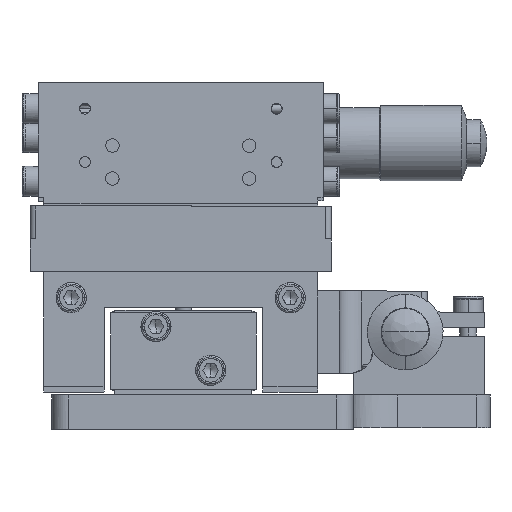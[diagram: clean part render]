
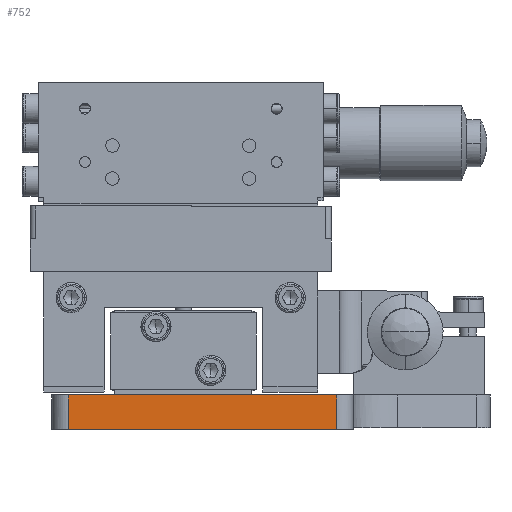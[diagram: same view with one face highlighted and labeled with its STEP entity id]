
A CAD part, front view. The second image highlights one B-rep face of the part: STEP entity #752.
In plain terms, the highlighted free-form (B-spline) face has degree [1, 1] with [2, 2] control points.
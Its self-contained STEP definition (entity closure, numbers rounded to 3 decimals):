
#752=ADVANCED_FACE('',(#2369),#49283,.T.);
#2369=FACE_OUTER_BOUND('',#3782,.T.);
#3782=EDGE_LOOP('',(#5770,#5771,#5772,#5773));
#5770=ORIENTED_EDGE('',*,*,#34359,.F.);
#5771=ORIENTED_EDGE('',*,*,#34346,.F.);
#5772=ORIENTED_EDGE('',*,*,#34361,.T.);
#5773=ORIENTED_EDGE('',*,*,#34229,.F.);
#15895=PCURVE('',#49275,#23219);
#16025=PCURVE('',#49282,#23349);
#16039=PCURVE('',#48482,#23363);
#16043=PCURVE('',#49283,#23367);
#16044=PCURVE('',#49283,#23368);
#16045=PCURVE('',#49283,#23369);
#16046=PCURVE('',#49283,#23370);
#16061=PCURVE('',#48485,#23385);
#23219=DEFINITIONAL_REPRESENTATION('',(#38117),#106620);
#23349=DEFINITIONAL_REPRESENTATION('',(#38264),#106620);
#23363=DEFINITIONAL_REPRESENTATION('',(#38279),#106620);
#23367=DEFINITIONAL_REPRESENTATION('',(#38284),#106620);
#23368=DEFINITIONAL_REPRESENTATION('',(#38285),#106620);
#23369=DEFINITIONAL_REPRESENTATION('',(#38287),#106620);
#23370=DEFINITIONAL_REPRESENTATION('',(#38288),#106620);
#23385=DEFINITIONAL_REPRESENTATION('',(#38308),#106620);
#30459=SURFACE_CURVE('',#38116,(#15895,#16046),.PCURVE_S1.);
#30576=SURFACE_CURVE('',#38263,(#16025,#16044),.PCURVE_S1.);
#30589=SURFACE_CURVE('',#38278,(#16039,#16043),.PCURVE_S1.);
#30591=SURFACE_CURVE('',#38286,(#16045,#16061),.PCURVE_S1.);
#34229=EDGE_CURVE('',#46097,#46098,#30459,.T.);
#34346=EDGE_CURVE('',#46204,#46205,#30576,.T.);
#34359=EDGE_CURVE('',#46205,#46097,#30589,.T.);
#34361=EDGE_CURVE('',#46204,#46098,#30591,.T.);
#38116=B_SPLINE_CURVE_WITH_KNOTS('',1,(#55568,#55569),.UNSPECIFIED.,.F.,
 .F.,(2,2),(-49.,0.),.UNSPECIFIED.);
#38117=B_SPLINE_CURVE_WITH_KNOTS('',1,(#55570,#55571),.UNSPECIFIED.,.F.,
 .F.,(2,2),(-49.,0.),.UNSPECIFIED.);
#38263=B_SPLINE_CURVE_WITH_KNOTS('',1,(#56274,#56275),.UNSPECIFIED.,.F.,
 .F.,(2,2),(-49.,0.),.UNSPECIFIED.);
#38264=B_SPLINE_CURVE_WITH_KNOTS('',1,(#56276,#56277),.UNSPECIFIED.,.F.,
 .F.,(2,2),(-49.,0.),.UNSPECIFIED.);
#38278=B_SPLINE_CURVE_WITH_KNOTS('',1,(#56340,#56341),.UNSPECIFIED.,.F.,
 .F.,(2,2),(-6.3,0.),.UNSPECIFIED.);
#38279=B_SPLINE_CURVE_WITH_KNOTS('',1,(#56342,#56343),.UNSPECIFIED.,.F.,
 .F.,(2,2),(-6.3,0.),.UNSPECIFIED.);
#38284=B_SPLINE_CURVE_WITH_KNOTS('',1,(#56352,#56353),.UNSPECIFIED.,.F.,
 .F.,(2,2),(-6.3,0.),.UNSPECIFIED.);
#38285=B_SPLINE_CURVE_WITH_KNOTS('',1,(#56354,#56355),.UNSPECIFIED.,.F.,
 .F.,(2,2),(-49.,0.),.UNSPECIFIED.);
#38286=B_SPLINE_CURVE_WITH_KNOTS('',1,(#56356,#56357),.UNSPECIFIED.,.F.,
 .F.,(2,2),(-6.3,0.),.UNSPECIFIED.);
#38287=B_SPLINE_CURVE_WITH_KNOTS('',1,(#56358,#56359),.UNSPECIFIED.,.F.,
 .F.,(2,2),(-6.3,0.),.UNSPECIFIED.);
#38288=B_SPLINE_CURVE_WITH_KNOTS('',1,(#56360,#56361),.UNSPECIFIED.,.F.,
 .F.,(2,2),(-49.,0.),.UNSPECIFIED.);
#38308=B_SPLINE_CURVE_WITH_KNOTS('',1,(#56400,#56401),.UNSPECIFIED.,.F.,
 .F.,(2,2),(-6.3,0.),.UNSPECIFIED.);
#46097=VERTEX_POINT('',#53573);
#46098=VERTEX_POINT('',#53574);
#46204=VERTEX_POINT('',#53680);
#46205=VERTEX_POINT('',#53681);
#48482=(
BOUNDED_SURFACE()
B_SPLINE_SURFACE(2,1,((#50589,#50590),(#50591,#50592),(#50593,#50594),(#50595,
#50596),(#50597,#50598),(#50599,#50600),(#50601,#50602),(#50603,#50604),
(#50605,#50606)),.UNSPECIFIED.,.T.,.F.,.F.)
B_SPLINE_SURFACE_WITH_KNOTS((3,2,2,2,3),(2,2),(0.,1.571,3.142,
4.712,6.283),(0.,7.8),.UNSPECIFIED.)
GEOMETRIC_REPRESENTATION_ITEM()
RATIONAL_B_SPLINE_SURFACE(((1.,1.),(0.707,0.707),
(1.,1.),(0.707,0.707),(1.,1.),(0.707,
0.707),(1.,1.),(0.707,0.707),(1.,1.)))
REPRESENTATION_ITEM('')
SURFACE()
);
#48485=(
BOUNDED_SURFACE()
B_SPLINE_SURFACE(2,1,((#50651,#50652),(#50653,#50654),(#50655,#50656),(#50657,
#50658),(#50659,#50660),(#50661,#50662),(#50663,#50664),(#50665,#50666),
(#50667,#50668)),.UNSPECIFIED.,.T.,.F.,.F.)
B_SPLINE_SURFACE_WITH_KNOTS((3,2,2,2,3),(2,2),(0.,1.571,3.142,
4.712,6.283),(0.,7.8),.UNSPECIFIED.)
GEOMETRIC_REPRESENTATION_ITEM()
RATIONAL_B_SPLINE_SURFACE(((1.,1.),(0.707,0.707),
(1.,1.),(0.707,0.707),(1.,1.),(0.707,
0.707),(1.,1.),(0.707,0.707),(1.,1.)))
REPRESENTATION_ITEM('')
SURFACE()
);
#49275=B_SPLINE_SURFACE_WITH_KNOTS('',1,1,((#50521,#50522),(#50523,#50524)),
 .UNSPECIFIED.,.F.,.F.,.F.,(2,2),(2,2),(-35.62,60.62),
(-54.12,54.12),.UNSPECIFIED.);
#49282=B_SPLINE_SURFACE_WITH_KNOTS('',1,1,((#50585,#50586),(#50587,#50588)),
 .UNSPECIFIED.,.F.,.F.,.F.,(2,2),(2,2),(-8.058,7.782),
(-33.12,33.12),.UNSPECIFIED.);
#49283=B_SPLINE_SURFACE_WITH_KNOTS('',1,1,((#50607,#50608),(#50609,#50610)),
 .UNSPECIFIED.,.F.,.F.,.F.,(2,2),(2,2),(-0.75,7.05),(-2.02,
57.02),.UNSPECIFIED.);
#50521=CARTESIAN_POINT('',(-52.285,-6.,-115.667));
#50522=CARTESIAN_POINT('',(-52.285,-6.,-7.427));
#50523=CARTESIAN_POINT('',(43.955,-6.,-115.667));
#50524=CARTESIAN_POINT('',(43.955,-6.,-7.427));
#50585=CARTESIAN_POINT('',(-49.785,0.3,-107.967));
#50586=CARTESIAN_POINT('',(16.455,0.3,-107.967));
#50587=CARTESIAN_POINT('',(-49.785,0.3,-92.127));
#50588=CARTESIAN_POINT('',(16.455,0.3,-92.127));
#50589=CARTESIAN_POINT('',(-41.165,-6.75,-100.547));
#50590=CARTESIAN_POINT('',(-41.165,1.05,-100.547));
#50591=CARTESIAN_POINT('',(-38.165,-6.75,-100.547));
#50592=CARTESIAN_POINT('',(-38.165,1.05,-100.547));
#50593=CARTESIAN_POINT('',(-38.165,-6.75,-103.547));
#50594=CARTESIAN_POINT('',(-38.165,1.05,-103.547));
#50595=CARTESIAN_POINT('',(-38.165,-6.75,-106.547));
#50596=CARTESIAN_POINT('',(-38.165,1.05,-106.547));
#50597=CARTESIAN_POINT('',(-41.165,-6.75,-106.547));
#50598=CARTESIAN_POINT('',(-41.165,1.05,-106.547));
#50599=CARTESIAN_POINT('',(-44.165,-6.75,-106.547));
#50600=CARTESIAN_POINT('',(-44.165,1.05,-106.547));
#50601=CARTESIAN_POINT('',(-44.165,-6.75,-103.547));
#50602=CARTESIAN_POINT('',(-44.165,1.05,-103.547));
#50603=CARTESIAN_POINT('',(-44.165,-6.75,-100.547));
#50604=CARTESIAN_POINT('',(-44.165,1.05,-100.547));
#50605=CARTESIAN_POINT('',(-41.165,-6.75,-100.547));
#50606=CARTESIAN_POINT('',(-41.165,1.05,-100.547));
#50607=CARTESIAN_POINT('',(-46.185,-6.75,-106.547));
#50608=CARTESIAN_POINT('',(12.855,-6.75,-106.547));
#50609=CARTESIAN_POINT('',(-46.185,1.05,-106.547));
#50610=CARTESIAN_POINT('',(12.855,1.05,-106.547));
#50651=CARTESIAN_POINT('',(7.835,-6.75,-100.547));
#50652=CARTESIAN_POINT('',(7.835,1.05,-100.547));
#50653=CARTESIAN_POINT('',(10.835,-6.75,-100.547));
#50654=CARTESIAN_POINT('',(10.835,1.05,-100.547));
#50655=CARTESIAN_POINT('',(10.835,-6.75,-103.547));
#50656=CARTESIAN_POINT('',(10.835,1.05,-103.547));
#50657=CARTESIAN_POINT('',(10.835,-6.75,-106.547));
#50658=CARTESIAN_POINT('',(10.835,1.05,-106.547));
#50659=CARTESIAN_POINT('',(7.835,-6.75,-106.547));
#50660=CARTESIAN_POINT('',(7.835,1.05,-106.547));
#50661=CARTESIAN_POINT('',(4.835,-6.75,-106.547));
#50662=CARTESIAN_POINT('',(4.835,1.05,-106.547));
#50663=CARTESIAN_POINT('',(4.835,-6.75,-103.547));
#50664=CARTESIAN_POINT('',(4.835,1.05,-103.547));
#50665=CARTESIAN_POINT('',(4.835,-6.75,-100.547));
#50666=CARTESIAN_POINT('',(4.835,1.05,-100.547));
#50667=CARTESIAN_POINT('',(7.835,-6.75,-100.547));
#50668=CARTESIAN_POINT('',(7.835,1.05,-100.547));
#53573=CARTESIAN_POINT('',(-41.165,-6.,-106.547));
#53574=CARTESIAN_POINT('',(7.835,-6.,-106.547));
#53680=CARTESIAN_POINT('',(7.835,0.3,-106.547));
#53681=CARTESIAN_POINT('',(-41.165,0.3,-106.547));
#55568=CARTESIAN_POINT('',(-41.165,-6.,-106.547));
#55569=CARTESIAN_POINT('',(7.835,-6.,-106.547));
#55570=CARTESIAN_POINT('',(-24.5,-45.));
#55571=CARTESIAN_POINT('',(24.5,-45.));
#56274=CARTESIAN_POINT('',(7.835,0.3,-106.547));
#56275=CARTESIAN_POINT('',(-41.165,0.3,-106.547));
#56276=CARTESIAN_POINT('',(-6.638,24.5));
#56277=CARTESIAN_POINT('',(-6.638,-24.5));
#56340=CARTESIAN_POINT('',(-41.165,0.3,-106.547));
#56341=CARTESIAN_POINT('',(-41.165,-6.,-106.547));
#56342=CARTESIAN_POINT('',(3.142,7.05));
#56343=CARTESIAN_POINT('',(3.142,0.75));
#56352=CARTESIAN_POINT('',(6.3,3.));
#56353=CARTESIAN_POINT('',(0.,3.));
#56354=CARTESIAN_POINT('',(6.3,52.));
#56355=CARTESIAN_POINT('',(6.3,3.));
#56356=CARTESIAN_POINT('',(7.835,0.3,-106.547));
#56357=CARTESIAN_POINT('',(7.835,-6.,-106.547));
#56358=CARTESIAN_POINT('',(6.3,52.));
#56359=CARTESIAN_POINT('',(0.,52.));
#56360=CARTESIAN_POINT('',(0.,3.));
#56361=CARTESIAN_POINT('',(0.,52.));
#56400=CARTESIAN_POINT('',(3.142,7.05));
#56401=CARTESIAN_POINT('',(3.142,0.75));
#106620=(
GEOMETRIC_REPRESENTATION_CONTEXT(2)
PARAMETRIC_REPRESENTATION_CONTEXT()
REPRESENTATION_CONTEXT('pspace','')
);
